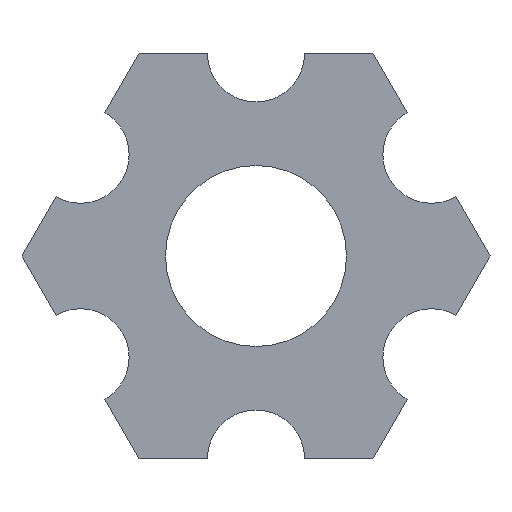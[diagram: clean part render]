
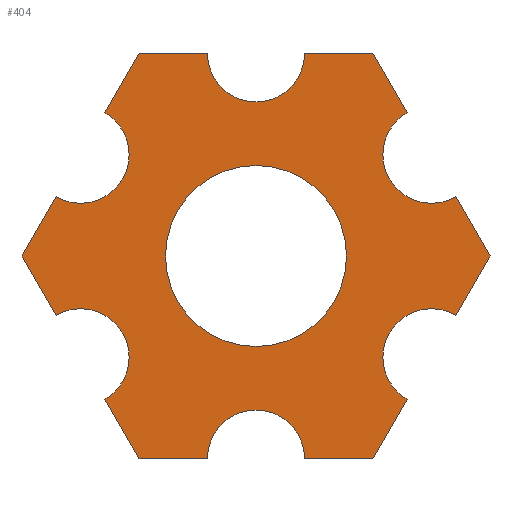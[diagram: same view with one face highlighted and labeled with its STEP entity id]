
A CAD part, front view. The second image highlights one B-rep face of the part: STEP entity #404.
In plain terms, the highlighted planar face has unit normal (0, -1, 0).
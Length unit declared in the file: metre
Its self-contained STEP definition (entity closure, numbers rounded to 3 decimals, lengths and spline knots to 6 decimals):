
#13=CIRCLE('',#423,0.0015);
#15=CIRCLE('',#428,0.0015);
#17=CIRCLE('',#433,0.0015);
#19=CIRCLE('',#438,0.0015);
#21=CIRCLE('',#443,0.0015);
#22=CIRCLE('',#447,0.00279);
#25=CIRCLE('',#451,0.0015);
#107=ORIENTED_EDGE('',*,*,#197,.F.);
#108=ORIENTED_EDGE('',*,*,#147,.T.);
#109=ORIENTED_EDGE('',*,*,#151,.T.);
#110=ORIENTED_EDGE('',*,*,#154,.F.);
#111=ORIENTED_EDGE('',*,*,#157,.T.);
#112=ORIENTED_EDGE('',*,*,#160,.T.);
#113=ORIENTED_EDGE('',*,*,#163,.F.);
#114=ORIENTED_EDGE('',*,*,#166,.T.);
#115=ORIENTED_EDGE('',*,*,#169,.T.);
#116=ORIENTED_EDGE('',*,*,#172,.F.);
#117=ORIENTED_EDGE('',*,*,#175,.T.);
#118=ORIENTED_EDGE('',*,*,#178,.T.);
#119=ORIENTED_EDGE('',*,*,#181,.F.);
#120=ORIENTED_EDGE('',*,*,#184,.T.);
#121=ORIENTED_EDGE('',*,*,#187,.T.);
#122=ORIENTED_EDGE('',*,*,#190,.F.);
#123=ORIENTED_EDGE('',*,*,#193,.T.);
#124=ORIENTED_EDGE('',*,*,#196,.T.);
#125=ORIENTED_EDGE('',*,*,#200,.F.);
#147=EDGE_CURVE('',#204,#203,#241,.T.);
#151=EDGE_CURVE('',#203,#206,#245,.T.);
#154=EDGE_CURVE('',#208,#206,#13,.T.);
#157=EDGE_CURVE('',#208,#210,#249,.T.);
#160=EDGE_CURVE('',#210,#212,#252,.T.);
#163=EDGE_CURVE('',#214,#212,#15,.T.);
#166=EDGE_CURVE('',#214,#216,#256,.T.);
#169=EDGE_CURVE('',#216,#218,#259,.T.);
#172=EDGE_CURVE('',#220,#218,#17,.T.);
#175=EDGE_CURVE('',#220,#222,#263,.T.);
#178=EDGE_CURVE('',#222,#224,#266,.T.);
#181=EDGE_CURVE('',#226,#224,#19,.T.);
#184=EDGE_CURVE('',#226,#228,#270,.T.);
#187=EDGE_CURVE('',#228,#230,#273,.T.);
#190=EDGE_CURVE('',#232,#230,#21,.T.);
#193=EDGE_CURVE('',#232,#234,#277,.T.);
#196=EDGE_CURVE('',#234,#236,#280,.T.);
#197=EDGE_CURVE('',#237,#237,#22,.T.);
#200=EDGE_CURVE('',#204,#236,#25,.T.);
#203=VERTEX_POINT('',#574);
#204=VERTEX_POINT('',#576);
#206=VERTEX_POINT('',#582);
#208=VERTEX_POINT('',#588);
#210=VERTEX_POINT('',#594);
#212=VERTEX_POINT('',#600);
#214=VERTEX_POINT('',#606);
#216=VERTEX_POINT('',#612);
#218=VERTEX_POINT('',#618);
#220=VERTEX_POINT('',#624);
#222=VERTEX_POINT('',#630);
#224=VERTEX_POINT('',#636);
#226=VERTEX_POINT('',#642);
#228=VERTEX_POINT('',#648);
#230=VERTEX_POINT('',#654);
#232=VERTEX_POINT('',#660);
#234=VERTEX_POINT('',#666);
#236=VERTEX_POINT('',#672);
#237=VERTEX_POINT('',#676);
#241=LINE('',#575,#283);
#245=LINE('',#583,#287);
#249=LINE('',#595,#291);
#252=LINE('',#601,#294);
#256=LINE('',#613,#298);
#259=LINE('',#619,#301);
#263=LINE('',#631,#305);
#266=LINE('',#637,#308);
#270=LINE('',#649,#312);
#273=LINE('',#655,#315);
#277=LINE('',#667,#319);
#280=LINE('',#673,#322);
#283=VECTOR('',#460,1.);
#287=VECTOR('',#466,1.);
#291=VECTOR('',#478,1.);
#294=VECTOR('',#483,1.);
#298=VECTOR('',#495,1.);
#301=VECTOR('',#500,1.);
#305=VECTOR('',#512,1.);
#308=VECTOR('',#517,1.);
#312=VECTOR('',#529,1.);
#315=VECTOR('',#534,1.);
#319=VECTOR('',#546,1.);
#322=VECTOR('',#551,1.);
#343=EDGE_LOOP('',(#107));
#344=EDGE_LOOP('',(#108,#109,#110,#111,#112,#113,#114,#115,#116,#117,#118,
#119,#120,#121,#122,#123,#124,#125));
#367=FACE_BOUND('',#343,.T.);
#368=FACE_BOUND('',#344,.T.);
#383=PLANE('',#452);
#404=ADVANCED_FACE('',(#367,#368),#383,.T.);
#423=AXIS2_PLACEMENT_3D('',#589,#472,#473);
#428=AXIS2_PLACEMENT_3D('',#607,#489,#490);
#433=AXIS2_PLACEMENT_3D('',#625,#506,#507);
#438=AXIS2_PLACEMENT_3D('',#643,#523,#524);
#443=AXIS2_PLACEMENT_3D('',#661,#540,#541);
#447=AXIS2_PLACEMENT_3D('',#675,#554,#555);
#451=AXIS2_PLACEMENT_3D('',#681,#562,#563);
#452=AXIS2_PLACEMENT_3D('',#682,#564,#565);
#460=DIRECTION('',(0.5,0.,0.866));
#466=DIRECTION('',(-0.5,0.,0.866));
#472=DIRECTION('',(0.,-1.,0.));
#473=DIRECTION('',(0.,0.,-1.));
#478=DIRECTION('',(-0.5,0.,0.866));
#483=DIRECTION('',(-1.,0.,0.));
#489=DIRECTION('',(0.,-1.,0.));
#490=DIRECTION('',(0.,0.,-1.));
#495=DIRECTION('',(-1.,0.,0.));
#500=DIRECTION('',(-0.5,0.,-0.866));
#506=DIRECTION('',(0.,-1.,0.));
#507=DIRECTION('',(0.,0.,-1.));
#512=DIRECTION('',(-0.5,0.,-0.866));
#517=DIRECTION('',(0.5,0.,-0.866));
#523=DIRECTION('',(0.,-1.,0.));
#524=DIRECTION('',(0.,0.,-1.));
#529=DIRECTION('',(0.5,0.,-0.866));
#534=DIRECTION('',(1.,0.,0.));
#540=DIRECTION('',(0.,-1.,0.));
#541=DIRECTION('',(0.,0.,-1.));
#546=DIRECTION('',(1.,0.,0.));
#551=DIRECTION('',(0.5,0.,0.866));
#554=DIRECTION('',(0.,-1.,0.));
#555=DIRECTION('',(0.,0.,-1.));
#562=DIRECTION('',(0.,-1.,0.));
#563=DIRECTION('',(0.,0.,-1.));
#564=DIRECTION('',(0.,-1.,0.));
#565=DIRECTION('',(1.,0.,0.));
#574=CARTESIAN_POINT('',(0.007217,-0.042,0.));
#575=CARTESIAN_POINT('',(0.00669,-0.042,-0.000913));
#576=CARTESIAN_POINT('',(0.006163,-0.042,-0.001826));
#582=CARTESIAN_POINT('',(0.006163,-0.042,0.001826));
#583=CARTESIAN_POINT('',(0.00669,-0.042,0.000913));
#588=CARTESIAN_POINT('',(0.004663,-0.042,0.004424));
#589=CARTESIAN_POINT('',(0.005413,-0.042,0.003125));
#594=CARTESIAN_POINT('',(0.003608,-0.042,0.00625));
#595=CARTESIAN_POINT('',(0.004136,-0.042,0.005337));
#600=CARTESIAN_POINT('',(0.0015,-0.042,0.00625));
#601=CARTESIAN_POINT('',(0.002554,-0.042,0.00625));
#606=CARTESIAN_POINT('',(-0.0015,-0.042,0.00625));
#607=CARTESIAN_POINT('',(0.,-0.042,0.00625));
#612=CARTESIAN_POINT('',(-0.003608,-0.042,0.00625));
#613=CARTESIAN_POINT('',(-0.002554,-0.042,0.00625));
#618=CARTESIAN_POINT('',(-0.004663,-0.042,0.004424));
#619=CARTESIAN_POINT('',(-0.004136,-0.042,0.005337));
#624=CARTESIAN_POINT('',(-0.006163,-0.042,0.001826));
#625=CARTESIAN_POINT('',(-0.005413,-0.042,0.003125));
#630=CARTESIAN_POINT('',(-0.007217,-0.042,0.));
#631=CARTESIAN_POINT('',(-0.00669,-0.042,0.000913));
#636=CARTESIAN_POINT('',(-0.006163,-0.042,-0.001826));
#637=CARTESIAN_POINT('',(-0.00669,-0.042,-0.000913));
#642=CARTESIAN_POINT('',(-0.004663,-0.042,-0.004424));
#643=CARTESIAN_POINT('',(-0.005413,-0.042,-0.003125));
#648=CARTESIAN_POINT('',(-0.003608,-0.042,-0.00625));
#649=CARTESIAN_POINT('',(-0.004136,-0.042,-0.005337));
#654=CARTESIAN_POINT('',(-0.0015,-0.042,-0.00625));
#655=CARTESIAN_POINT('',(-0.002554,-0.042,-0.00625));
#660=CARTESIAN_POINT('',(0.0015,-0.042,-0.00625));
#661=CARTESIAN_POINT('',(0.,-0.042,-0.00625));
#666=CARTESIAN_POINT('',(0.003608,-0.042,-0.00625));
#667=CARTESIAN_POINT('',(0.002554,-0.042,-0.00625));
#672=CARTESIAN_POINT('',(0.004663,-0.042,-0.004424));
#673=CARTESIAN_POINT('',(0.004136,-0.042,-0.005337));
#675=CARTESIAN_POINT('',(0.,-0.042,0.));
#676=CARTESIAN_POINT('',(0.,-0.042,-0.00279));
#681=CARTESIAN_POINT('',(0.005413,-0.042,-0.003125));
#682=CARTESIAN_POINT('',(0.,-0.042,-0.00625));
